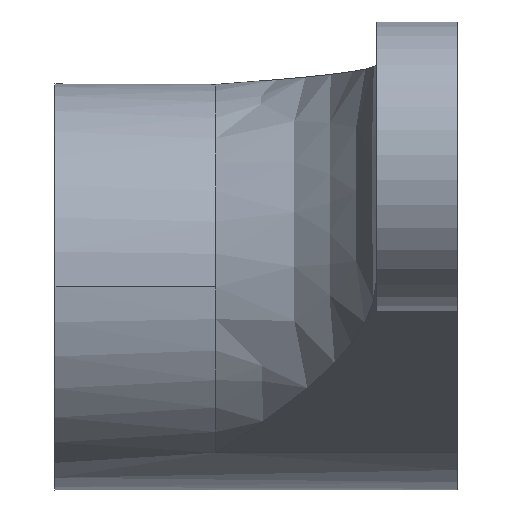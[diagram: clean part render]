
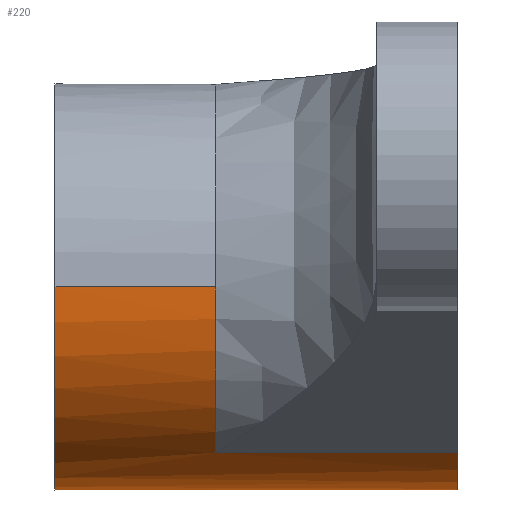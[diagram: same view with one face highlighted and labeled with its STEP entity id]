
A CAD part, front view. The second image highlights one B-rep face of the part: STEP entity #220.
In plain terms, the highlighted cylindrical face has radius 12.625 mm (diameter 25.25 mm), a partial arc.
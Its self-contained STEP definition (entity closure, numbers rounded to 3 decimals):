
#82 = FACE_OUTER_BOUND ( 'NONE', #1146, .T. ) ;
#160 = CARTESIAN_POINT ( 'NONE',  ( 5., 186.835, 27.5 ) ) ;
#161 = AXIS2_PLACEMENT_3D ( 'NONE', #1148, #1141, #690 ) ;
#220 = ADVANCED_FACE ( 'NONE', ( #82 ), #1415, .T. ) ;
#254 = CARTESIAN_POINT ( 'NONE',  ( 5., 199.46, 27.5 ) ) ;
#269 = ORIENTED_EDGE ( 'NONE', *, *, #1123, .T. ) ;
#298 = CARTESIAN_POINT ( 'NONE',  ( 20., 199.46, 27.5 ) ) ;
#325 = VERTEX_POINT ( 'NONE', #1181 ) ;
#365 = DIRECTION ( 'NONE',  ( 1., 0., 0. ) ) ;
#416 = CIRCLE ( 'NONE', #579, 12.625 ) ;
#480 = DIRECTION ( 'NONE',  ( 1., 0., 0. ) ) ;
#496 = EDGE_CURVE ( 'NONE', #325, #1164, #806, .T. ) ;
#510 = VECTOR ( 'NONE', #1071, 1000. ) ;
#520 = VERTEX_POINT ( 'NONE', #1714 ) ;
#528 = DIRECTION ( 'NONE',  ( 0., 1., 0. ) ) ;
#549 = AXIS2_PLACEMENT_3D ( 'NONE', #1542, #365, #528 ) ;
#579 = AXIS2_PLACEMENT_3D ( 'NONE', #298, #1320, #917 ) ;
#609 = VERTEX_POINT ( 'NONE', #1140 ) ;
#617 = VERTEX_POINT ( 'NONE', #1736 ) ;
#689 = EDGE_CURVE ( 'NONE', #609, #520, #815, .T. ) ;
#690 = DIRECTION ( 'NONE',  ( 0., 1., 0. ) ) ;
#707 = VECTOR ( 'NONE', #480, 1000. ) ;
#799 = VERTEX_POINT ( 'NONE', #160 ) ;
#806 = LINE ( 'NONE', #1385, #510 ) ;
#815 = LINE ( 'NONE', #1257, #1708 ) ;
#852 = CIRCLE ( 'NONE', #1332, 12.625 ) ;
#867 = EDGE_CURVE ( 'NONE', #1164, #799, #852, .T. ) ;
#887 = ORIENTED_EDGE ( 'NONE', *, *, #689, .T. ) ;
#888 = EDGE_CURVE ( 'NONE', #520, #325, #416, .T. ) ;
#917 = DIRECTION ( 'NONE',  ( 0., 1., 0. ) ) ;
#940 = CARTESIAN_POINT ( 'NONE',  ( 20., 186.835, 27.5 ) ) ;
#1067 = ORIENTED_EDGE ( 'NONE', *, *, #496, .T. ) ;
#1071 = DIRECTION ( 'NONE',  ( -1., 0., 0. ) ) ;
#1123 = EDGE_CURVE ( 'NONE', #617, #609, #1839, .T. ) ;
#1140 = CARTESIAN_POINT ( 'NONE',  ( -5., 212.085, 27.5 ) ) ;
#1141 = DIRECTION ( 'NONE',  ( 1., 0., 0. ) ) ;
#1146 = EDGE_LOOP ( 'NONE', ( #1603, #269, #887, #1281, #1067, #1301 ) ) ;
#1148 = CARTESIAN_POINT ( 'NONE',  ( -5., 199.46, 27.5 ) ) ;
#1164 = VERTEX_POINT ( 'NONE', #1582 ) ;
#1181 = CARTESIAN_POINT ( 'NONE',  ( 20., 192.167, 17.195 ) ) ;
#1199 = DIRECTION ( 'NONE',  ( 0., 1., 0. ) ) ;
#1221 = LINE ( 'NONE', #940, #707 ) ;
#1257 = CARTESIAN_POINT ( 'NONE',  ( 20., 212.085, 27.5 ) ) ;
#1281 = ORIENTED_EDGE ( 'NONE', *, *, #888, .T. ) ;
#1301 = ORIENTED_EDGE ( 'NONE', *, *, #867, .T. ) ;
#1320 = DIRECTION ( 'NONE',  ( -1., 0., 0. ) ) ;
#1332 = AXIS2_PLACEMENT_3D ( 'NONE', #254, #1466, #1199 ) ;
#1385 = CARTESIAN_POINT ( 'NONE',  ( 20., 192.167, 17.195 ) ) ;
#1415 = CYLINDRICAL_SURFACE ( 'NONE', #549, 12.625 ) ;
#1423 = EDGE_CURVE ( 'NONE', #617, #799, #1221, .T. ) ;
#1466 = DIRECTION ( 'NONE',  ( -1., 0., 0. ) ) ;
#1542 = CARTESIAN_POINT ( 'NONE',  ( 20., 199.46, 27.5 ) ) ;
#1582 = CARTESIAN_POINT ( 'NONE',  ( 5., 192.167, 17.195 ) ) ;
#1603 = ORIENTED_EDGE ( 'NONE', *, *, #1423, .F. ) ;
#1686 = DIRECTION ( 'NONE',  ( 1., 0., 0. ) ) ;
#1708 = VECTOR ( 'NONE', #1686, 1000. ) ;
#1714 = CARTESIAN_POINT ( 'NONE',  ( 20., 212.085, 27.5 ) ) ;
#1736 = CARTESIAN_POINT ( 'NONE',  ( -5., 186.835, 27.5 ) ) ;
#1839 = CIRCLE ( 'NONE', #161, 12.625 ) ;
